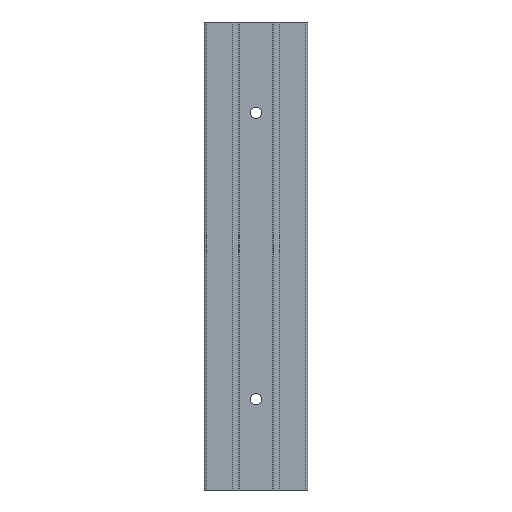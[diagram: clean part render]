
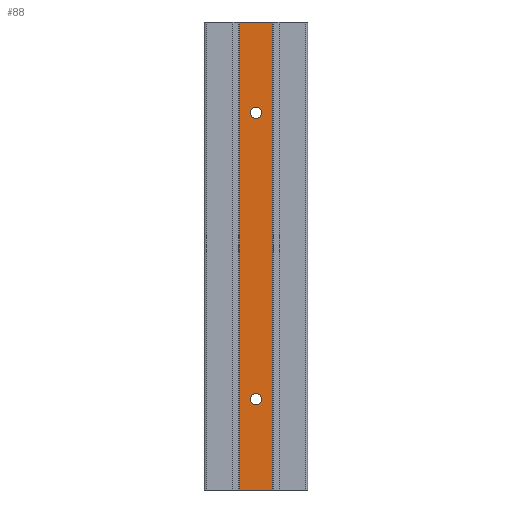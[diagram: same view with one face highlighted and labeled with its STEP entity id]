
A CAD part, front view. The second image highlights one B-rep face of the part: STEP entity #88.
In plain terms, the highlighted planar face has unit normal (0, -1, 0).
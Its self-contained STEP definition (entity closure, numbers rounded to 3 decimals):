
#23 = CARTESIAN_POINT ( 'NONE',  ( 0., -5.5, 197.5 ) ) ;
#88 = ADVANCED_FACE ( 'NONE', ( #1158, #999, #1660 ), #1379, .F. ) ;
#112 = EDGE_CURVE ( 'NONE', #555, #2109, #863, .T. ) ;
#124 = CIRCLE ( 'NONE', #1128, 3. ) ;
#155 = EDGE_CURVE ( 'NONE', #2307, #1858, #124, .T. ) ;
#167 = ORIENTED_EDGE ( 'NONE', *, *, #1913, .T. ) ;
#175 = CIRCLE ( 'NONE', #423, 3. ) ;
#235 = VERTEX_POINT ( 'NONE', #1927 ) ;
#244 = ORIENTED_EDGE ( 'NONE', *, *, #2405, .F. ) ;
#281 = EDGE_CURVE ( 'NONE', #1586, #968, #558, .T. ) ;
#315 = EDGE_LOOP ( 'NONE', ( #167, #1901 ) ) ;
#326 = CARTESIAN_POINT ( 'NONE',  ( 0., -5.5, 194.5 ) ) ;
#395 = DIRECTION ( 'NONE',  ( 0., 1., 0. ) ) ;
#411 = CARTESIAN_POINT ( 'NONE',  ( 8.85, -5.5, 245. ) ) ;
#419 = VECTOR ( 'NONE', #1603, 1000. ) ;
#423 = AXIS2_PLACEMENT_3D ( 'NONE', #23, #1322, #779 ) ;
#430 = CARTESIAN_POINT ( 'NONE',  ( 0., -5.5, 47.5 ) ) ;
#487 = ORIENTED_EDGE ( 'NONE', *, *, #1045, .T. ) ;
#548 = CARTESIAN_POINT ( 'NONE',  ( -8.85, -5.5, 0. ) ) ;
#555 = VERTEX_POINT ( 'NONE', #1481 ) ;
#558 = CIRCLE ( 'NONE', #987, 3. ) ;
#574 = DIRECTION ( 'NONE',  ( 0., 1., 0. ) ) ;
#585 = DIRECTION ( 'NONE',  ( 0., 0., 1. ) ) ;
#621 = LINE ( 'NONE', #751, #419 ) ;
#628 = CARTESIAN_POINT ( 'NONE',  ( -27., -5.5, 245. ) ) ;
#642 = CIRCLE ( 'NONE', #1149, 3. ) ;
#751 = CARTESIAN_POINT ( 'NONE',  ( -27., -5.5, 245. ) ) ;
#779 = DIRECTION ( 'NONE',  ( 0., 0., 1. ) ) ;
#791 = LINE ( 'NONE', #990, #2161 ) ;
#863 = LINE ( 'NONE', #1183, #1795 ) ;
#968 = VERTEX_POINT ( 'NONE', #2012 ) ;
#983 = ORIENTED_EDGE ( 'NONE', *, *, #1032, .F. ) ;
#984 = DIRECTION ( 'NONE',  ( 0., 0., 1. ) ) ;
#987 = AXIS2_PLACEMENT_3D ( 'NONE', #430, #574, #1122 ) ;
#990 = CARTESIAN_POINT ( 'NONE',  ( -8.85, -5.5, 0. ) ) ;
#999 = FACE_BOUND ( 'NONE', #1035, .T. ) ;
#1032 = EDGE_CURVE ( 'NONE', #235, #2109, #621, .T. ) ;
#1035 = EDGE_LOOP ( 'NONE', ( #1137, #1087 ) ) ;
#1045 = EDGE_CURVE ( 'NONE', #1876, #555, #1346, .T. ) ;
#1084 = EDGE_LOOP ( 'NONE', ( #2237, #983, #244, #487 ) ) ;
#1087 = ORIENTED_EDGE ( 'NONE', *, *, #155, .T. ) ;
#1122 = DIRECTION ( 'NONE',  ( 0., 0., 1. ) ) ;
#1128 = AXIS2_PLACEMENT_3D ( 'NONE', #2334, #2159, #1423 ) ;
#1130 = DIRECTION ( 'NONE',  ( 0., 0., 1. ) ) ;
#1137 = ORIENTED_EDGE ( 'NONE', *, *, #1476, .T. ) ;
#1149 = AXIS2_PLACEMENT_3D ( 'NONE', #1887, #395, #1130 ) ;
#1158 = FACE_BOUND ( 'NONE', #315, .T. ) ;
#1183 = CARTESIAN_POINT ( 'NONE',  ( 8.85, -5.5, 0. ) ) ;
#1224 = AXIS2_PLACEMENT_3D ( 'NONE', #628, #1736, #984 ) ;
#1322 = DIRECTION ( 'NONE',  ( 0., 1., 0. ) ) ;
#1346 = LINE ( 'NONE', #1813, #2003 ) ;
#1359 = CARTESIAN_POINT ( 'NONE',  ( 0., -5.5, 44.5 ) ) ;
#1379 = PLANE ( 'NONE',  #1224 ) ;
#1423 = DIRECTION ( 'NONE',  ( 0., 0., 1. ) ) ;
#1476 = EDGE_CURVE ( 'NONE', #1858, #2307, #175, .T. ) ;
#1481 = CARTESIAN_POINT ( 'NONE',  ( 8.85, -5.5, 0. ) ) ;
#1586 = VERTEX_POINT ( 'NONE', #1359 ) ;
#1603 = DIRECTION ( 'NONE',  ( 1., 0., 0. ) ) ;
#1660 = FACE_OUTER_BOUND ( 'NONE', #1084, .T. ) ;
#1736 = DIRECTION ( 'NONE',  ( 0., 1., 0. ) ) ;
#1795 = VECTOR ( 'NONE', #1802, 1000. ) ;
#1802 = DIRECTION ( 'NONE',  ( 0., 0., 1. ) ) ;
#1813 = CARTESIAN_POINT ( 'NONE',  ( -27., -5.5, 0. ) ) ;
#1842 = CARTESIAN_POINT ( 'NONE',  ( 0., -5.5, 200.5 ) ) ;
#1858 = VERTEX_POINT ( 'NONE', #1842 ) ;
#1876 = VERTEX_POINT ( 'NONE', #548 ) ;
#1887 = CARTESIAN_POINT ( 'NONE',  ( 0., -5.5, 47.5 ) ) ;
#1901 = ORIENTED_EDGE ( 'NONE', *, *, #281, .T. ) ;
#1913 = EDGE_CURVE ( 'NONE', #968, #1586, #642, .T. ) ;
#1927 = CARTESIAN_POINT ( 'NONE',  ( -8.85, -5.5, 245. ) ) ;
#2003 = VECTOR ( 'NONE', #2110, 1000. ) ;
#2012 = CARTESIAN_POINT ( 'NONE',  ( 0., -5.5, 50.5 ) ) ;
#2109 = VERTEX_POINT ( 'NONE', #411 ) ;
#2110 = DIRECTION ( 'NONE',  ( 1., 0., 0. ) ) ;
#2159 = DIRECTION ( 'NONE',  ( 0., 1., 0. ) ) ;
#2161 = VECTOR ( 'NONE', #585, 1000. ) ;
#2237 = ORIENTED_EDGE ( 'NONE', *, *, #112, .T. ) ;
#2307 = VERTEX_POINT ( 'NONE', #326 ) ;
#2334 = CARTESIAN_POINT ( 'NONE',  ( 0., -5.5, 197.5 ) ) ;
#2405 = EDGE_CURVE ( 'NONE', #1876, #235, #791, .T. ) ;
